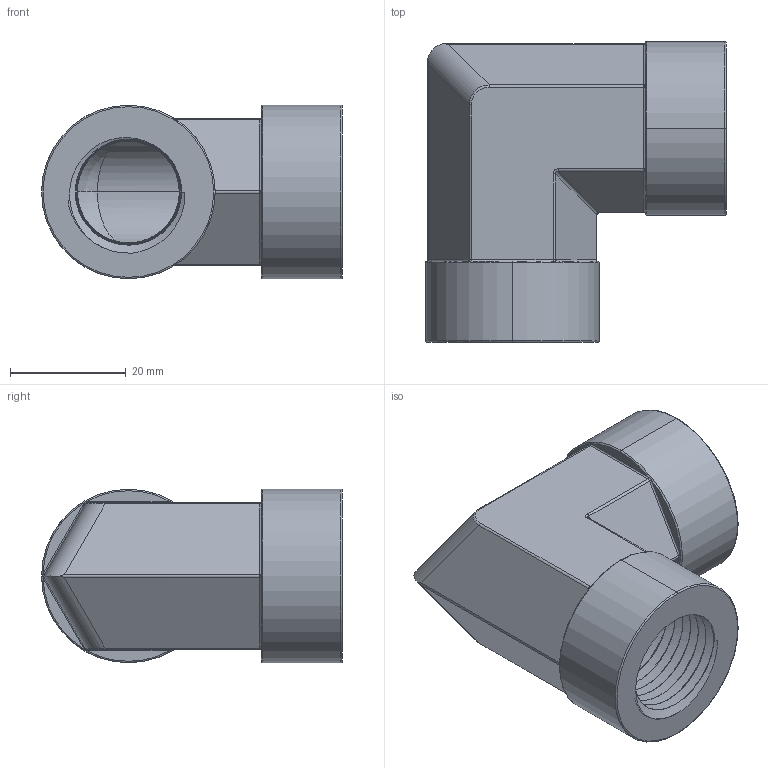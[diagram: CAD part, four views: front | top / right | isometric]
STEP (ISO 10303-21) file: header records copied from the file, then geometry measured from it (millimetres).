
FILE_DESCRIPTION((''),'2;1');
FILE_NAME('001_H-SLA_MASTER','2025-07-07T15:33:09',('Administrator'),(''),'CREO PARAMETRIC BY PTC INC, 2020184','CREO PARAMETRIC BY PTC INC, 2020184','');
FILE_SCHEMA(('AUTOMOTIVE_DESIGN { 1 0 10303 214 1 1 1 1 }'));
Length unit declared in the file: millimetre
Products named in the file (1): 001_H-SLA_MASTER
Bounding box: 52 x 52 x 30 mm (x, y, z)
Volume: 24467.9 mm3; surface area: 13507.7 mm2
Topology: 1 solids, 1 shells, 161 faces, 402 edges, 255 vertices
Faces by surface type: cylinder 38, bspline 33, torus 32, plane 30, cone 28
Entity records: 19515 total; most frequent: CARTESIAN_POINT 14566, ORIENTED_EDGE 786, DIRECTION 689, PRESENTATION_STYLE_ASSIGNMENT 404, STYLED_ITEM 404, CURVE_STYLE 403, EDGE_CURVE 393, AXIS2_PLACEMENT_3D 283
